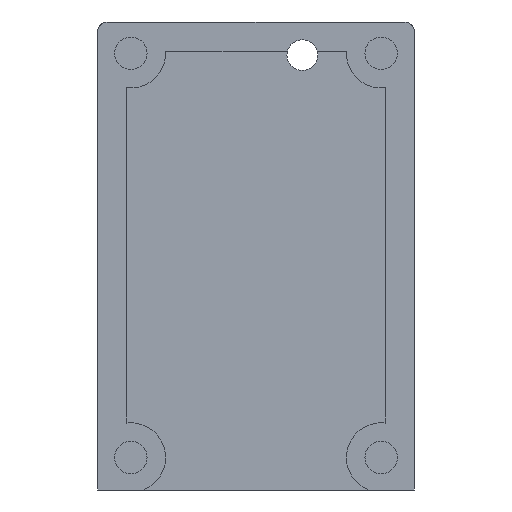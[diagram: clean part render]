
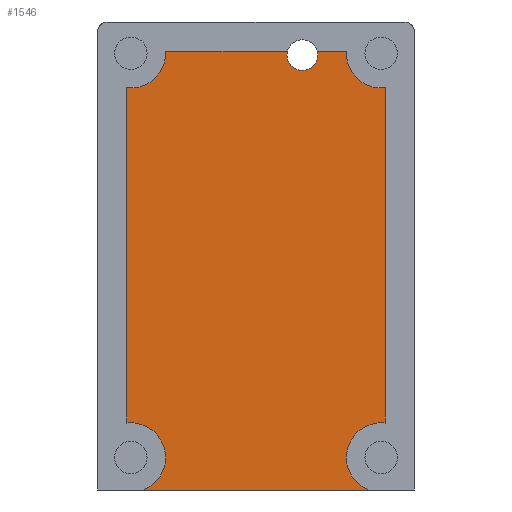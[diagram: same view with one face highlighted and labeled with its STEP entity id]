
A CAD part, front view. The second image highlights one B-rep face of the part: STEP entity #1546.
In plain terms, the highlighted planar face has unit normal (0, -1, 0).
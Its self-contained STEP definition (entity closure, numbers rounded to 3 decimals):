
#40=CIRCLE('',#1644,3.75);
#41=CIRCLE('',#1647,3.75);
#45=CIRCLE('',#1665,3.75);
#46=CIRCLE('',#1668,3.75);
#149=FACE_OUTER_BOUND('',#231,.T.);
#231=EDGE_LOOP('',(#1369,#1370,#1371,#1372,#1373,#1374,#1375,#1376,#1377,
#1378,#1379,#1380,#1381,#1382,#1383,#1384,#1385,#1386,#1387,#1388,#1389,
#1390,#1391,#1392,#1393,#1394,#1395,#1396,#1397,#1398));
#234=LINE('',#2101,#412);
#238=LINE('',#2109,#416);
#241=LINE('',#2115,#419);
#244=LINE('',#2121,#422);
#286=LINE('',#2214,#464);
#291=LINE('',#2223,#469);
#294=LINE('',#2229,#472);
#297=LINE('',#2235,#475);
#300=LINE('',#2241,#478);
#303=LINE('',#2247,#481);
#306=LINE('',#2253,#484);
#309=LINE('',#2259,#487);
#312=LINE('',#2265,#490);
#315=LINE('',#2271,#493);
#318=LINE('',#2277,#496);
#321=LINE('',#2283,#499);
#324=LINE('',#2289,#502);
#327=LINE('',#2295,#505);
#330=LINE('',#2301,#508);
#333=LINE('',#2307,#511);
#336=LINE('',#2312,#514);
#340=LINE('',#2319,#518);
#395=LINE('',#2494,#573);
#397=LINE('',#2500,#575);
#401=LINE('',#2508,#579);
#409=LINE('',#2536,#587);
#412=VECTOR('',#1677,10.);
#416=VECTOR('',#1683,10.);
#419=VECTOR('',#1688,10.);
#422=VECTOR('',#1693,10.);
#464=VECTOR('',#1771,10.);
#469=VECTOR('',#1778,10.);
#472=VECTOR('',#1783,10.);
#475=VECTOR('',#1788,10.);
#478=VECTOR('',#1793,10.);
#481=VECTOR('',#1798,10.);
#484=VECTOR('',#1803,10.);
#487=VECTOR('',#1808,10.);
#490=VECTOR('',#1813,10.);
#493=VECTOR('',#1818,10.);
#496=VECTOR('',#1823,10.);
#499=VECTOR('',#1828,10.);
#502=VECTOR('',#1833,10.);
#505=VECTOR('',#1838,10.);
#508=VECTOR('',#1843,10.);
#511=VECTOR('',#1848,10.);
#514=VECTOR('',#1853,10.);
#518=VECTOR('',#1859,10.);
#573=VECTOR('',#2026,10.);
#575=VECTOR('',#2034,10.);
#579=VECTOR('',#2044,10.);
#587=VECTOR('',#2082,10.);
#590=VERTEX_POINT('',#2099);
#591=VERTEX_POINT('',#2100);
#594=VERTEX_POINT('',#2108);
#596=VERTEX_POINT('',#2114);
#598=VERTEX_POINT('',#2120);
#630=VERTEX_POINT('',#2212);
#631=VERTEX_POINT('',#2213);
#634=VERTEX_POINT('',#2222);
#636=VERTEX_POINT('',#2228);
#638=VERTEX_POINT('',#2234);
#640=VERTEX_POINT('',#2240);
#642=VERTEX_POINT('',#2246);
#644=VERTEX_POINT('',#2252);
#646=VERTEX_POINT('',#2258);
#648=VERTEX_POINT('',#2264);
#650=VERTEX_POINT('',#2270);
#652=VERTEX_POINT('',#2276);
#654=VERTEX_POINT('',#2282);
#656=VERTEX_POINT('',#2288);
#658=VERTEX_POINT('',#2294);
#660=VERTEX_POINT('',#2300);
#662=VERTEX_POINT('',#2306);
#665=VERTEX_POINT('',#2317);
#727=VERTEX_POINT('',#2486);
#728=VERTEX_POINT('',#2488);
#729=VERTEX_POINT('',#2492);
#730=VERTEX_POINT('',#2496);
#731=VERTEX_POINT('',#2507);
#735=VERTEX_POINT('',#2531);
#736=VERTEX_POINT('',#2535);
#738=EDGE_CURVE('',#590,#591,#234,.T.);
#742=EDGE_CURVE('',#591,#594,#238,.T.);
#745=EDGE_CURVE('',#594,#596,#241,.T.);
#748=EDGE_CURVE('',#596,#598,#244,.T.);
#794=EDGE_CURVE('',#630,#631,#286,.T.);
#799=EDGE_CURVE('',#634,#590,#291,.T.);
#802=EDGE_CURVE('',#636,#634,#294,.T.);
#805=EDGE_CURVE('',#638,#636,#297,.T.);
#808=EDGE_CURVE('',#640,#638,#300,.T.);
#811=EDGE_CURVE('',#642,#640,#303,.T.);
#814=EDGE_CURVE('',#644,#642,#306,.T.);
#817=EDGE_CURVE('',#646,#644,#309,.T.);
#820=EDGE_CURVE('',#648,#646,#312,.T.);
#823=EDGE_CURVE('',#650,#648,#315,.T.);
#826=EDGE_CURVE('',#652,#650,#318,.T.);
#829=EDGE_CURVE('',#654,#652,#321,.T.);
#832=EDGE_CURVE('',#656,#654,#324,.T.);
#835=EDGE_CURVE('',#658,#656,#327,.T.);
#838=EDGE_CURVE('',#660,#658,#330,.T.);
#841=EDGE_CURVE('',#662,#660,#333,.T.);
#844=EDGE_CURVE('',#631,#662,#336,.T.);
#848=EDGE_CURVE('',#665,#598,#340,.T.);
#933=EDGE_CURVE('',#727,#728,#40,.T.);
#936=EDGE_CURVE('',#729,#727,#395,.T.);
#938=EDGE_CURVE('',#730,#729,#41,.T.);
#939=EDGE_CURVE('',#630,#730,#397,.T.);
#943=EDGE_CURVE('',#728,#731,#401,.T.);
#953=EDGE_CURVE('',#731,#735,#45,.T.);
#955=EDGE_CURVE('',#735,#736,#409,.T.);
#957=EDGE_CURVE('',#736,#665,#46,.T.);
#1369=ORIENTED_EDGE('',*,*,#748,.T.);
#1370=ORIENTED_EDGE('',*,*,#848,.F.);
#1371=ORIENTED_EDGE('',*,*,#957,.F.);
#1372=ORIENTED_EDGE('',*,*,#955,.F.);
#1373=ORIENTED_EDGE('',*,*,#953,.F.);
#1374=ORIENTED_EDGE('',*,*,#943,.F.);
#1375=ORIENTED_EDGE('',*,*,#933,.F.);
#1376=ORIENTED_EDGE('',*,*,#936,.F.);
#1377=ORIENTED_EDGE('',*,*,#938,.F.);
#1378=ORIENTED_EDGE('',*,*,#939,.F.);
#1379=ORIENTED_EDGE('',*,*,#794,.T.);
#1380=ORIENTED_EDGE('',*,*,#844,.T.);
#1381=ORIENTED_EDGE('',*,*,#841,.T.);
#1382=ORIENTED_EDGE('',*,*,#838,.T.);
#1383=ORIENTED_EDGE('',*,*,#835,.T.);
#1384=ORIENTED_EDGE('',*,*,#832,.T.);
#1385=ORIENTED_EDGE('',*,*,#829,.T.);
#1386=ORIENTED_EDGE('',*,*,#826,.T.);
#1387=ORIENTED_EDGE('',*,*,#823,.T.);
#1388=ORIENTED_EDGE('',*,*,#820,.T.);
#1389=ORIENTED_EDGE('',*,*,#817,.T.);
#1390=ORIENTED_EDGE('',*,*,#814,.T.);
#1391=ORIENTED_EDGE('',*,*,#811,.T.);
#1392=ORIENTED_EDGE('',*,*,#808,.T.);
#1393=ORIENTED_EDGE('',*,*,#805,.T.);
#1394=ORIENTED_EDGE('',*,*,#802,.T.);
#1395=ORIENTED_EDGE('',*,*,#799,.T.);
#1396=ORIENTED_EDGE('',*,*,#738,.T.);
#1397=ORIENTED_EDGE('',*,*,#742,.T.);
#1398=ORIENTED_EDGE('',*,*,#745,.T.);
#1469=PLANE('',#1669);
#1546=ADVANCED_FACE('',(#149),#1469,.F.);
#1644=AXIS2_PLACEMENT_3D('',#2489,#2020,#2021);
#1647=AXIS2_PLACEMENT_3D('',#2498,#2030,#2031);
#1665=AXIS2_PLACEMENT_3D('',#2532,#2077,#2078);
#1668=AXIS2_PLACEMENT_3D('',#2539,#2086,#2087);
#1669=AXIS2_PLACEMENT_3D('',#2540,#2088,#2089);
#1677=DIRECTION('',(-0.271,0.,0.963));
#1683=DIRECTION('',(-0.093,0.,0.996));
#1688=DIRECTION('',(0.093,0.,0.996));
#1693=DIRECTION('',(0.271,0.,0.963));
#1771=DIRECTION('',(0.271,0.,-0.963));
#1778=DIRECTION('',(-0.448,0.,0.894));
#1783=DIRECTION('',(-0.603,0.,0.798));
#1788=DIRECTION('',(-0.739,0.,0.674));
#1793=DIRECTION('',(-0.85,0.,0.526));
#1798=DIRECTION('',(-0.933,0.,0.361));
#1803=DIRECTION('',(-0.983,0.,0.184));
#1808=DIRECTION('',(-1.,0.,0.));
#1813=DIRECTION('',(-0.983,0.,-0.184));
#1818=DIRECTION('',(-0.933,0.,-0.361));
#1823=DIRECTION('',(-0.85,0.,-0.526));
#1828=DIRECTION('',(-0.739,0.,-0.674));
#1833=DIRECTION('',(-0.603,0.,-0.798));
#1838=DIRECTION('',(-0.448,0.,-0.894));
#1843=DIRECTION('',(-0.271,0.,-0.963));
#1848=DIRECTION('',(-0.093,0.,-0.996));
#1853=DIRECTION('',(0.093,0.,-0.996));
#1859=DIRECTION('',(1.,0.,0.));
#2020=DIRECTION('center_axis',(0.,-1.,0.));
#2021=DIRECTION('ref_axis',(1.,0.,0.));
#2026=DIRECTION('',(0.,0.,-1.));
#2030=DIRECTION('center_axis',(0.,-1.,0.));
#2031=DIRECTION('ref_axis',(1.,0.,0.));
#2034=DIRECTION('',(1.,0.,0.));
#2044=DIRECTION('',(-1.,0.,0.));
#2077=DIRECTION('center_axis',(0.,-1.,0.));
#2078=DIRECTION('ref_axis',(1.,0.,0.));
#2082=DIRECTION('',(0.,0.,1.));
#2086=DIRECTION('center_axis',(0.,-1.,0.));
#2087=DIRECTION('ref_axis',(1.,0.,0.));
#2088=DIRECTION('center_axis',(0.,1.,0.));
#2089=DIRECTION('ref_axis',(1.,0.,0.));
#2099=CARTESIAN_POINT('',(120.45,12.6,3.4));
#2100=CARTESIAN_POINT('',(120.366,12.6,3.695));
#2101=CARTESIAN_POINT('',(123.05,12.6,-5.832));
#2108=CARTESIAN_POINT('',(120.338,12.6,4.));
#2109=CARTESIAN_POINT('',(121.337,12.6,-6.653));
#2114=CARTESIAN_POINT('',(120.366,12.6,4.305));
#2115=CARTESIAN_POINT('',(119.323,12.6,-6.811));
#2120=CARTESIAN_POINT('',(120.4,12.6,4.425));
#2121=CARTESIAN_POINT('',(117.397,12.6,-6.235));
#2212=CARTESIAN_POINT('',(123.6,12.6,4.425));
#2213=CARTESIAN_POINT('',(123.634,12.6,4.305));
#2214=CARTESIAN_POINT('',(126.194,12.6,-4.783));
#2222=CARTESIAN_POINT('',(120.587,12.6,3.125));
#2223=CARTESIAN_POINT('',(124.357,12.6,-4.4));
#2228=CARTESIAN_POINT('',(120.772,12.6,2.88));
#2229=CARTESIAN_POINT('',(124.987,12.6,-2.702));
#2234=CARTESIAN_POINT('',(120.998,12.6,2.674));
#2235=CARTESIAN_POINT('',(124.93,12.6,-0.915));
#2240=CARTESIAN_POINT('',(121.259,12.6,2.512));
#2241=CARTESIAN_POINT('',(124.198,12.6,0.692));
#2246=CARTESIAN_POINT('',(121.546,12.6,2.401));
#2247=CARTESIAN_POINT('',(122.915,12.6,1.872));
#2252=CARTESIAN_POINT('',(121.847,12.6,2.345));
#2253=CARTESIAN_POINT('',(121.301,12.6,2.447));
#2258=CARTESIAN_POINT('',(122.153,12.6,2.345));
#2259=CARTESIAN_POINT('',(119.577,12.6,2.345));
#2264=CARTESIAN_POINT('',(122.454,12.6,2.401));
#2265=CARTESIAN_POINT('',(118.019,12.6,1.571));
#2270=CARTESIAN_POINT('',(122.741,12.6,2.512));
#2271=CARTESIAN_POINT('',(116.878,12.6,0.245));
#2276=CARTESIAN_POINT('',(123.002,12.6,2.674));
#2277=CARTESIAN_POINT('',(116.318,12.6,-1.465));
#2282=CARTESIAN_POINT('',(123.228,12.6,2.88));
#2283=CARTESIAN_POINT('',(116.455,12.6,-3.301));
#2288=CARTESIAN_POINT('',(123.413,12.6,3.125));
#2289=CARTESIAN_POINT('',(117.289,12.6,-4.985));
#2294=CARTESIAN_POINT('',(123.55,12.6,3.4));
#2295=CARTESIAN_POINT('',(118.708,12.6,-6.265));
#2300=CARTESIAN_POINT('',(123.634,12.6,3.695));
#2301=CARTESIAN_POINT('',(120.624,12.6,-6.989));
#2306=CARTESIAN_POINT('',(123.662,12.6,4.));
#2307=CARTESIAN_POINT('',(122.633,12.6,-6.966));
#2312=CARTESIAN_POINT('',(124.619,12.6,-6.194));
#2317=CARTESIAN_POINT('',(107.243,12.6,4.425));
#2319=CARTESIAN_POINT('',(103.075,12.6,4.425));
#2486=CARTESIAN_POINT('',(130.925,12.6,-35.674));
#2488=CARTESIAN_POINT('',(129.154,12.6,-42.9));
#2489=CARTESIAN_POINT('Origin',(130.5,12.6,-39.4));
#2492=CARTESIAN_POINT('',(130.925,12.6,0.474));
#2494=CARTESIAN_POINT('',(130.925,12.6,4.425));
#2496=CARTESIAN_POINT('',(126.757,12.6,4.425));
#2498=CARTESIAN_POINT('Origin',(130.5,12.6,4.2));
#2500=CARTESIAN_POINT('',(103.075,12.6,4.425));
#2507=CARTESIAN_POINT('',(104.846,12.6,-42.9));
#2508=CARTESIAN_POINT('',(125.538,12.6,-42.9));
#2531=CARTESIAN_POINT('',(103.075,12.6,-35.674));
#2532=CARTESIAN_POINT('Origin',(103.5,12.6,-39.4));
#2535=CARTESIAN_POINT('',(103.075,12.6,0.474));
#2536=CARTESIAN_POINT('',(103.075,12.6,-39.425));
#2539=CARTESIAN_POINT('Origin',(103.5,12.6,4.2));
#2540=CARTESIAN_POINT('Origin',(117.,12.6,-17.5));
